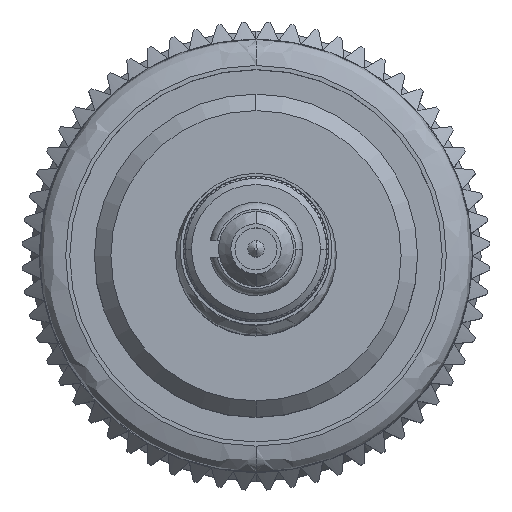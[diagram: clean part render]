
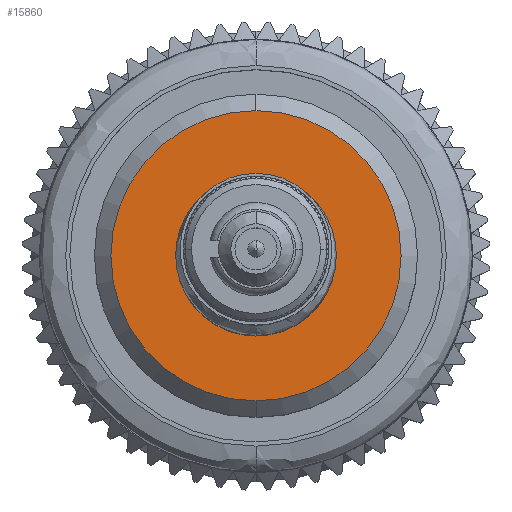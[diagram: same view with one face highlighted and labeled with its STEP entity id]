
A CAD part, top view. The second image highlights one B-rep face of the part: STEP entity #15860.
In plain terms, the highlighted face is planar.
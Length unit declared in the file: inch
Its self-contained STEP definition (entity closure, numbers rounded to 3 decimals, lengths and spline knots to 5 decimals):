
#698 = ORIENTED_EDGE ( 'NONE', *, *, #91098, .F. ) ;
#2227 = DIRECTION ( 'NONE',  ( 1., 0., 0. ) ) ;
#9422 = CARTESIAN_POINT ( 'NONE',  ( 0.95378, 0., 0.053 ) ) ;
#15860 = ADVANCED_FACE ( 'NONE', ( #25102, #24034 ), #31774, .F. ) ;
#16000 = CARTESIAN_POINT ( 'NONE',  ( 0.95378, 0., -0.053 ) ) ;
#16621 = EDGE_CURVE ( 'NONE', #64007, #100484, #87501, .T. ) ;
#17822 = CARTESIAN_POINT ( 'NONE',  ( 0.95378, 0., 0. ) ) ;
#23466 = CARTESIAN_POINT ( 'NONE',  ( 0.95378, -0.28473, -0.30029 ) ) ;
#24034 = FACE_BOUND ( 'NONE', #77051, .T. ) ;
#25102 = FACE_OUTER_BOUND ( 'NONE', #83655, .T. ) ;
#26051 = VERTEX_POINT ( 'NONE', #9422 ) ;
#28749 = CARTESIAN_POINT ( 'NONE',  ( 0.95378, 0., 0. ) ) ;
#31774 = PLANE ( 'NONE',  #43430 ) ;
#37184 = CARTESIAN_POINT ( 'NONE',  ( 0.95378, 0., -0.17667 ) ) ;
#38154 = AXIS2_PLACEMENT_3D ( 'NONE', #86693, #2227, #77863 ) ;
#43430 = AXIS2_PLACEMENT_3D ( 'NONE', #23466, #49473, #57182 ) ;
#43492 = AXIS2_PLACEMENT_3D ( 'NONE', #28749, #87848, #79568 ) ;
#49473 = DIRECTION ( 'NONE',  ( -1., 0., 0. ) ) ;
#57182 = DIRECTION ( 'NONE',  ( 0., 0., 1. ) ) ;
#57665 = ORIENTED_EDGE ( 'NONE', *, *, #100706, .T. ) ;
#61126 = ORIENTED_EDGE ( 'NONE', *, *, #66004, .F. ) ;
#62834 = AXIS2_PLACEMENT_3D ( 'NONE', #85143, #95057, #78489 ) ;
#64007 = VERTEX_POINT ( 'NONE', #37184 ) ;
#65960 = DIRECTION ( 'NONE',  ( 1., 0., 0. ) ) ;
#66004 = EDGE_CURVE ( 'NONE', #26051, #80778, #107089, .T. ) ;
#68102 = CIRCLE ( 'NONE', #62834, 0.17667 ) ;
#77051 = EDGE_LOOP ( 'NONE', ( #61126, #698 ) ) ;
#77863 = DIRECTION ( 'NONE',  ( 0., 0., 1. ) ) ;
#78489 = DIRECTION ( 'NONE',  ( 0., 0., 1. ) ) ;
#78622 = CARTESIAN_POINT ( 'NONE',  ( 0.95378, 0., 0.17667 ) ) ;
#79568 = DIRECTION ( 'NONE',  ( 0., 0., 1. ) ) ;
#80778 = VERTEX_POINT ( 'NONE', #16000 ) ;
#83655 = EDGE_LOOP ( 'NONE', ( #57665, #88858 ) ) ;
#83659 = AXIS2_PLACEMENT_3D ( 'NONE', #17822, #65960, #100759 ) ;
#85143 = CARTESIAN_POINT ( 'NONE',  ( 0.95378, 0., 0. ) ) ;
#86693 = CARTESIAN_POINT ( 'NONE',  ( 0.95378, 0., 0. ) ) ;
#87501 = CIRCLE ( 'NONE', #38154, 0.17667 ) ;
#87848 = DIRECTION ( 'NONE',  ( 1., 0., 0. ) ) ;
#88858 = ORIENTED_EDGE ( 'NONE', *, *, #16621, .T. ) ;
#91098 = EDGE_CURVE ( 'NONE', #80778, #26051, #103051, .T. ) ;
#95057 = DIRECTION ( 'NONE',  ( 1., 0., 0. ) ) ;
#100484 = VERTEX_POINT ( 'NONE', #78622 ) ;
#100706 = EDGE_CURVE ( 'NONE', #100484, #64007, #68102, .T. ) ;
#100759 = DIRECTION ( 'NONE',  ( 0., 0., 1. ) ) ;
#103051 = CIRCLE ( 'NONE', #83659, 0.053 ) ;
#107089 = CIRCLE ( 'NONE', #43492, 0.053 ) ;
